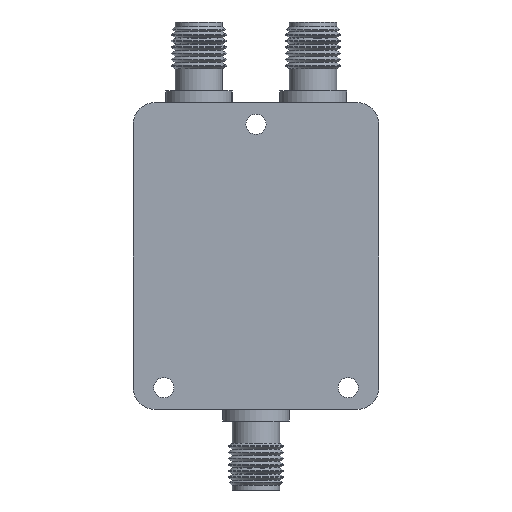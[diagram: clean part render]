
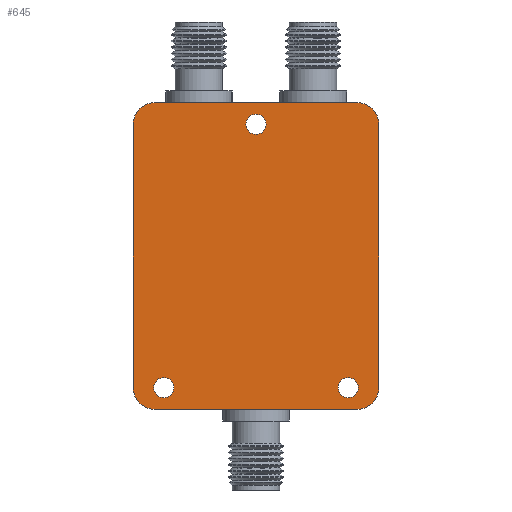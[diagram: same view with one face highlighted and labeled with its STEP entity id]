
A CAD part, front view. The second image highlights one B-rep face of the part: STEP entity #645.
In plain terms, the highlighted planar face has unit normal (0, -1, 0).
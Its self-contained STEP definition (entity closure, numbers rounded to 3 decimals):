
#59 = CARTESIAN_POINT ( 'NONE',  ( 0., 0., -1.35 ) ) ;
#63 = CARTESIAN_POINT ( 'NONE',  ( -10.5, 0., -32.499 ) ) ;
#77 = CIRCLE ( 'NONE', #1248, 2.54 ) ;
#90 = CARTESIAN_POINT ( 'NONE',  ( 0., 0., -2.499 ) ) ;
#122 = FACE_BOUND ( 'NONE', #1828, .T. ) ;
#137 = AXIS2_PLACEMENT_3D ( 'NONE', #90, #2353, #298 ) ;
#144 = DIRECTION ( 'NONE',  ( 0., 1., 0. ) ) ;
#152 = DIRECTION ( 'NONE',  ( 0., 0., -1. ) ) ;
#179 = DIRECTION ( 'NONE',  ( 0., 0., 1. ) ) ;
#188 = CARTESIAN_POINT ( 'NONE',  ( 10.5, 0., -33.649 ) ) ;
#203 = ORIENTED_EDGE ( 'NONE', *, *, #1292, .F. ) ;
#225 = EDGE_CURVE ( 'NONE', #1121, #494, #1788, .T. ) ;
#236 = DIRECTION ( 'NONE',  ( -1., 0., 0. ) ) ;
#239 = EDGE_CURVE ( 'NONE', #1437, #1412, #1318, .T. ) ;
#270 = CARTESIAN_POINT ( 'NONE',  ( 10.5, 0., -32.499 ) ) ;
#298 = DIRECTION ( 'NONE',  ( 0., 0., -1. ) ) ;
#314 = EDGE_LOOP ( 'NONE', ( #630, #1837 ) ) ;
#338 = CARTESIAN_POINT ( 'NONE',  ( -10.5, 0., -32.499 ) ) ;
#350 = EDGE_CURVE ( 'NONE', #779, #2617, #2400, .T. ) ;
#379 = DIRECTION ( 'NONE',  ( 0., 0., -1. ) ) ;
#390 = EDGE_LOOP ( 'NONE', ( #1198, #2091, #964, #203, #614, #1692, #1846, #2606 ) ) ;
#397 = CARTESIAN_POINT ( 'NONE',  ( -14., 0., -32.459 ) ) ;
#428 = CARTESIAN_POINT ( 'NONE',  ( 14., 0., -32.459 ) ) ;
#438 = CIRCLE ( 'NONE', #1047, 1.15 ) ;
#443 = CARTESIAN_POINT ( 'NONE',  ( 10.5, 0., -31.349 ) ) ;
#477 = VERTEX_POINT ( 'NONE', #443 ) ;
#494 = VERTEX_POINT ( 'NONE', #661 ) ;
#536 = VECTOR ( 'NONE', #2648, 1000. ) ;
#541 = CIRCLE ( 'NONE', #680, 2.54 ) ;
#566 = VECTOR ( 'NONE', #1058, 1000. ) ;
#568 = CARTESIAN_POINT ( 'NONE',  ( 0., 0., -2.499 ) ) ;
#573 = EDGE_CURVE ( 'NONE', #1757, #2303, #2297, .T. ) ;
#614 = ORIENTED_EDGE ( 'NONE', *, *, #350, .F. ) ;
#630 = ORIENTED_EDGE ( 'NONE', *, *, #2000, .T. ) ;
#643 = ORIENTED_EDGE ( 'NONE', *, *, #239, .T. ) ;
#645 = ADVANCED_FACE ( 'NONE', ( #2010, #750, #122, #1957 ), #1997, .F. ) ;
#646 = VERTEX_POINT ( 'NONE', #2631 ) ;
#652 = DIRECTION ( 'NONE',  ( 0., 1., 0. ) ) ;
#660 = CARTESIAN_POINT ( 'NONE',  ( -14., 0., -2.54 ) ) ;
#661 = CARTESIAN_POINT ( 'NONE',  ( -10.5, 0., -33.649 ) ) ;
#672 = AXIS2_PLACEMENT_3D ( 'NONE', #1972, #144, #1143 ) ;
#680 = AXIS2_PLACEMENT_3D ( 'NONE', #1886, #2046, #1006 ) ;
#688 = VERTEX_POINT ( 'NONE', #2402 ) ;
#705 = CARTESIAN_POINT ( 'NONE',  ( -10.5, 0., -31.349 ) ) ;
#745 = DIRECTION ( 'NONE',  ( 0., 1., 0. ) ) ;
#750 = FACE_BOUND ( 'NONE', #314, .T. ) ;
#763 = DIRECTION ( 'NONE',  ( 0., 0., 1. ) ) ;
#764 = DIRECTION ( 'NONE',  ( 0., 0., 1. ) ) ;
#779 = VERTEX_POINT ( 'NONE', #1644 ) ;
#820 = CARTESIAN_POINT ( 'NONE',  ( 14., 0., -2.54 ) ) ;
#837 = EDGE_LOOP ( 'NONE', ( #919, #643 ) ) ;
#853 = LINE ( 'NONE', #2478, #536 ) ;
#890 = AXIS2_PLACEMENT_3D ( 'NONE', #1814, #745, #764 ) ;
#915 = CARTESIAN_POINT ( 'NONE',  ( 0., 0., -3.649 ) ) ;
#919 = ORIENTED_EDGE ( 'NONE', *, *, #2372, .T. ) ;
#956 = AXIS2_PLACEMENT_3D ( 'NONE', #63, #1149, #1930 ) ;
#964 = ORIENTED_EDGE ( 'NONE', *, *, #1607, .F. ) ;
#971 = AXIS2_PLACEMENT_3D ( 'NONE', #568, #2227, #987 ) ;
#987 = DIRECTION ( 'NONE',  ( 0., 0., -1. ) ) ;
#999 = CARTESIAN_POINT ( 'NONE',  ( -11.46, 0., -2.54 ) ) ;
#1006 = DIRECTION ( 'NONE',  ( 0., 0., 1. ) ) ;
#1047 = AXIS2_PLACEMENT_3D ( 'NONE', #270, #652, #1484 ) ;
#1049 = EDGE_CURVE ( 'NONE', #477, #1588, #438, .T. ) ;
#1058 = DIRECTION ( 'NONE',  ( 0., 0., -1. ) ) ;
#1121 = VERTEX_POINT ( 'NONE', #705 ) ;
#1143 = DIRECTION ( 'NONE',  ( 0., 0., 1. ) ) ;
#1149 = DIRECTION ( 'NONE',  ( 0., 1., 0. ) ) ;
#1198 = ORIENTED_EDGE ( 'NONE', *, *, #2049, .F. ) ;
#1248 = AXIS2_PLACEMENT_3D ( 'NONE', #999, #2658, #379 ) ;
#1269 = CARTESIAN_POINT ( 'NONE',  ( 10.5, 0., -32.499 ) ) ;
#1292 = EDGE_CURVE ( 'NONE', #2617, #2050, #1856, .T. ) ;
#1293 = EDGE_CURVE ( 'NONE', #688, #779, #2495, .T. ) ;
#1308 = ORIENTED_EDGE ( 'NONE', *, *, #1049, .T. ) ;
#1313 = VECTOR ( 'NONE', #236, 1000. ) ;
#1318 = CIRCLE ( 'NONE', #137, 1.15 ) ;
#1412 = VERTEX_POINT ( 'NONE', #915 ) ;
#1414 = CIRCLE ( 'NONE', #1902, 2.54 ) ;
#1422 = ORIENTED_EDGE ( 'NONE', *, *, #1849, .T. ) ;
#1437 = VERTEX_POINT ( 'NONE', #59 ) ;
#1484 = DIRECTION ( 'NONE',  ( 0., 0., -1. ) ) ;
#1588 = VERTEX_POINT ( 'NONE', #188 ) ;
#1607 = EDGE_CURVE ( 'NONE', #2050, #646, #77, .T. ) ;
#1613 = DIRECTION ( 'NONE',  ( 0., 1., 0. ) ) ;
#1639 = CIRCLE ( 'NONE', #2628, 1.15 ) ;
#1640 = CARTESIAN_POINT ( 'NONE',  ( 11.46, 0., -34.999 ) ) ;
#1644 = CARTESIAN_POINT ( 'NONE',  ( -11.46, 0., -34.999 ) ) ;
#1692 = ORIENTED_EDGE ( 'NONE', *, *, #1293, .F. ) ;
#1757 = VERTEX_POINT ( 'NONE', #820 ) ;
#1788 = CIRCLE ( 'NONE', #956, 1.15 ) ;
#1814 = CARTESIAN_POINT ( 'NONE',  ( -11.46, 0., -32.459 ) ) ;
#1828 = EDGE_LOOP ( 'NONE', ( #1422, #1308 ) ) ;
#1837 = ORIENTED_EDGE ( 'NONE', *, *, #225, .T. ) ;
#1846 = ORIENTED_EDGE ( 'NONE', *, *, #1973, .F. ) ;
#1849 = EDGE_CURVE ( 'NONE', #1588, #477, #2158, .T. ) ;
#1856 = LINE ( 'NONE', #397, #1958 ) ;
#1883 = CARTESIAN_POINT ( 'NONE',  ( -14., 0., -32.459 ) ) ;
#1886 = CARTESIAN_POINT ( 'NONE',  ( 11.46, 0., -2.54 ) ) ;
#1902 = AXIS2_PLACEMENT_3D ( 'NONE', #2637, #1613, #763 ) ;
#1912 = DIRECTION ( 'NONE',  ( 0., 0., -1. ) ) ;
#1930 = DIRECTION ( 'NONE',  ( 0., 0., -1. ) ) ;
#1957 = FACE_BOUND ( 'NONE', #837, .T. ) ;
#1958 = VECTOR ( 'NONE', #179, 1000. ) ;
#1972 = CARTESIAN_POINT ( 'NONE',  ( 11.46, 0., -2.54 ) ) ;
#1973 = EDGE_CURVE ( 'NONE', #2303, #688, #1414, .T. ) ;
#1997 = PLANE ( 'NONE',  #672 ) ;
#2000 = EDGE_CURVE ( 'NONE', #494, #1121, #1639, .T. ) ;
#2010 = FACE_OUTER_BOUND ( 'NONE', #390, .T. ) ;
#2046 = DIRECTION ( 'NONE',  ( 0., 1., 0. ) ) ;
#2049 = EDGE_CURVE ( 'NONE', #2561, #1757, #541, .T. ) ;
#2050 = VERTEX_POINT ( 'NONE', #660 ) ;
#2091 = ORIENTED_EDGE ( 'NONE', *, *, #2529, .F. ) ;
#2158 = CIRCLE ( 'NONE', #2673, 1.15 ) ;
#2227 = DIRECTION ( 'NONE',  ( 0., 1., 0. ) ) ;
#2283 = CIRCLE ( 'NONE', #971, 1.15 ) ;
#2297 = LINE ( 'NONE', #428, #566 ) ;
#2303 = VERTEX_POINT ( 'NONE', #2363 ) ;
#2353 = DIRECTION ( 'NONE',  ( 0., 1., 0. ) ) ;
#2363 = CARTESIAN_POINT ( 'NONE',  ( 14., 0., -32.459 ) ) ;
#2372 = EDGE_CURVE ( 'NONE', #1412, #1437, #2283, .T. ) ;
#2400 = CIRCLE ( 'NONE', #890, 2.54 ) ;
#2402 = CARTESIAN_POINT ( 'NONE',  ( 11.46, 0., -34.999 ) ) ;
#2420 = DIRECTION ( 'NONE',  ( 0., 1., 0. ) ) ;
#2478 = CARTESIAN_POINT ( 'NONE',  ( -11.46, 0., 0. ) ) ;
#2495 = LINE ( 'NONE', #1640, #1313 ) ;
#2529 = EDGE_CURVE ( 'NONE', #646, #2561, #853, .T. ) ;
#2549 = DIRECTION ( 'NONE',  ( 0., 1., 0. ) ) ;
#2561 = VERTEX_POINT ( 'NONE', #2661 ) ;
#2606 = ORIENTED_EDGE ( 'NONE', *, *, #573, .F. ) ;
#2617 = VERTEX_POINT ( 'NONE', #1883 ) ;
#2628 = AXIS2_PLACEMENT_3D ( 'NONE', #338, #2420, #152 ) ;
#2631 = CARTESIAN_POINT ( 'NONE',  ( -11.46, 0., 0. ) ) ;
#2637 = CARTESIAN_POINT ( 'NONE',  ( 11.46, 0., -32.459 ) ) ;
#2648 = DIRECTION ( 'NONE',  ( 1., 0., 0. ) ) ;
#2658 = DIRECTION ( 'NONE',  ( 0., 1., 0. ) ) ;
#2661 = CARTESIAN_POINT ( 'NONE',  ( 11.46, 0., 0. ) ) ;
#2673 = AXIS2_PLACEMENT_3D ( 'NONE', #1269, #2549, #1912 ) ;
